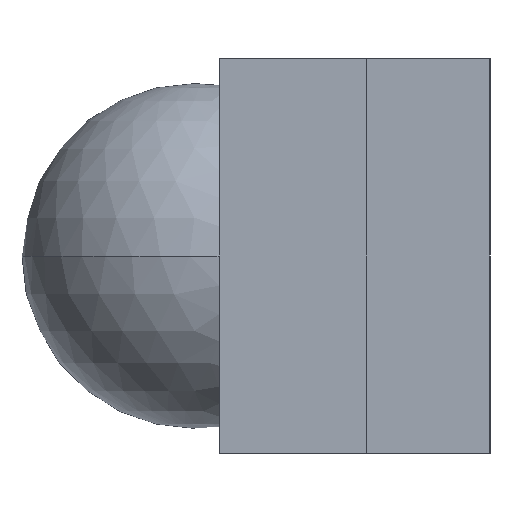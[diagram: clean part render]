
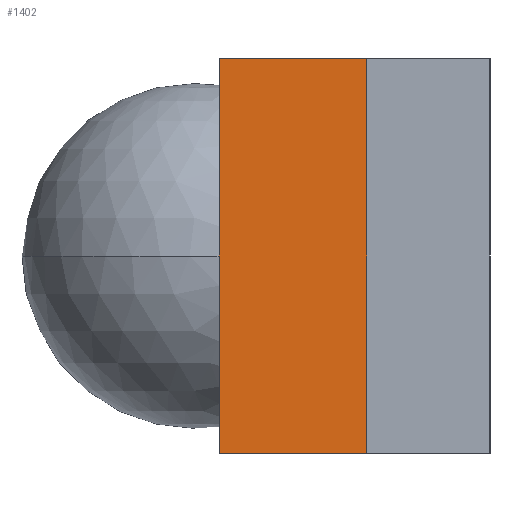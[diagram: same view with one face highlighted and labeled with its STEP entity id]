
A CAD part, left-side view. The second image highlights one B-rep face of the part: STEP entity #1402.
In plain terms, the highlighted planar face has unit normal (-1, 0, 0).
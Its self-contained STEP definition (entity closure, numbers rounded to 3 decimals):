
#12 = LINE ( 'NONE', #605, #995 ) ;
#45 = LINE ( 'NONE', #346, #685 ) ;
#53 = ORIENTED_EDGE ( 'NONE', *, *, #897, .F. ) ;
#84 = VERTEX_POINT ( 'NONE', #1413 ) ;
#156 = ORIENTED_EDGE ( 'NONE', *, *, #1485, .T. ) ;
#292 = CARTESIAN_POINT ( 'NONE',  ( -0.6, -1.182, -0.4 ) ) ;
#325 = LINE ( 'NONE', #1037, #830 ) ;
#343 = EDGE_CURVE ( 'NONE', #84, #954, #325, .T. ) ;
#346 = CARTESIAN_POINT ( 'NONE',  ( -0.6, -1.182, 0.4 ) ) ;
#420 = VERTEX_POINT ( 'NONE', #1848 ) ;
#423 = CARTESIAN_POINT ( 'NONE',  ( -0.6, 0.25, -0.4 ) ) ;
#446 = VECTOR ( 'NONE', #1884, 1000. ) ;
#453 = CARTESIAN_POINT ( 'NONE',  ( -0.6, 0.55, -0.4 ) ) ;
#592 = DIRECTION ( 'NONE',  ( 0., 0., -1. ) ) ;
#605 = CARTESIAN_POINT ( 'NONE',  ( -0.6, 0.25, 0.4 ) ) ;
#611 = VERTEX_POINT ( 'NONE', #423 ) ;
#628 = CARTESIAN_POINT ( 'NONE',  ( -0.6, -1.182, 0.4 ) ) ;
#641 = DIRECTION ( 'NONE',  ( -1., 0., 0. ) ) ;
#685 = VECTOR ( 'NONE', #939, 1000. ) ;
#830 = VECTOR ( 'NONE', #592, 1000. ) ;
#897 = EDGE_CURVE ( 'NONE', #611, #954, #1711, .T. ) ;
#901 = EDGE_CURVE ( 'NONE', #420, #611, #12, .T. ) ;
#939 = DIRECTION ( 'NONE',  ( 0., 1., 0. ) ) ;
#954 = VERTEX_POINT ( 'NONE', #453 ) ;
#970 = AXIS2_PLACEMENT_3D ( 'NONE', #628, #641, #1646 ) ;
#995 = VECTOR ( 'NONE', #1733, 1000. ) ;
#1037 = CARTESIAN_POINT ( 'NONE',  ( -0.6, 0.55, 0.4 ) ) ;
#1217 = PLANE ( 'NONE',  #970 ) ;
#1225 = ORIENTED_EDGE ( 'NONE', *, *, #343, .T. ) ;
#1391 = ORIENTED_EDGE ( 'NONE', *, *, #901, .F. ) ;
#1402 = ADVANCED_FACE ( 'NONE', ( #1820 ), #1217, .T. ) ;
#1413 = CARTESIAN_POINT ( 'NONE',  ( -0.6, 0.55, 0.4 ) ) ;
#1485 = EDGE_CURVE ( 'NONE', #420, #84, #45, .T. ) ;
#1646 = DIRECTION ( 'NONE',  ( 0., 0., 1. ) ) ;
#1711 = LINE ( 'NONE', #292, #446 ) ;
#1733 = DIRECTION ( 'NONE',  ( 0., 0., -1. ) ) ;
#1820 = FACE_OUTER_BOUND ( 'NONE', #1861, .T. ) ;
#1848 = CARTESIAN_POINT ( 'NONE',  ( -0.6, 0.25, 0.4 ) ) ;
#1861 = EDGE_LOOP ( 'NONE', ( #53, #1391, #156, #1225 ) ) ;
#1884 = DIRECTION ( 'NONE',  ( 0., 1., 0. ) ) ;
